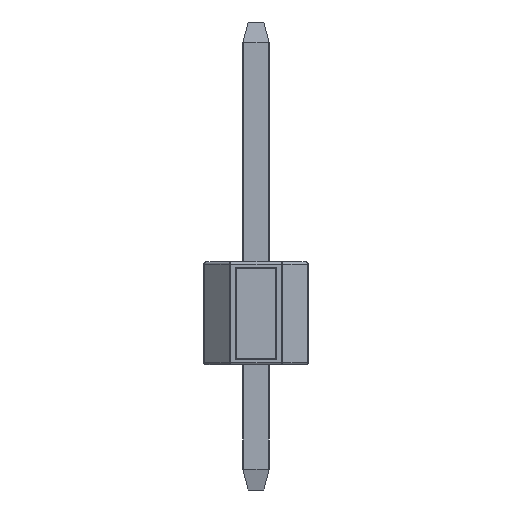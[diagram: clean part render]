
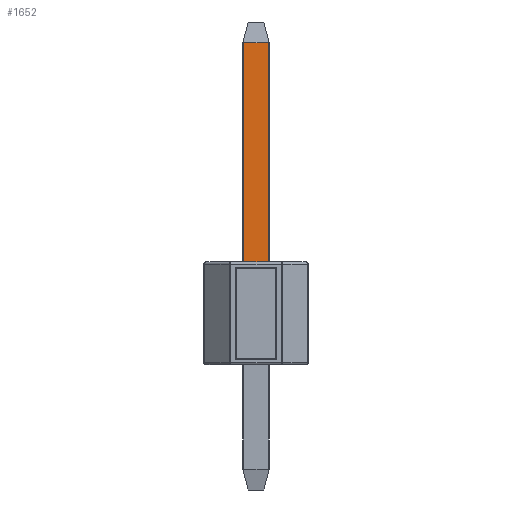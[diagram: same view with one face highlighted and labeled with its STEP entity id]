
A CAD part, left-side view. The second image highlights one B-rep face of the part: STEP entity #1652.
In plain terms, the highlighted planar face has unit normal (-1, 0, 0).
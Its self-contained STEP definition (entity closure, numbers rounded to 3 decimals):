
#303=FACE_OUTER_BOUND('',#397,.T.);
#397=EDGE_LOOP('',(#1342,#1343,#1344,#1345));
#506=LINE('',#2717,#646);
#529=LINE('',#2765,#669);
#530=LINE('',#2767,#670);
#531=LINE('',#2768,#671);
#646=VECTOR('',#2235,10.);
#669=VECTOR('',#2286,10.);
#670=VECTOR('',#2287,10.);
#671=VECTOR('',#2288,10.);
#710=VERTEX_POINT('',#2458);
#713=VERTEX_POINT('',#2465);
#792=VERTEX_POINT('',#2764);
#793=VERTEX_POINT('',#2766);
#962=EDGE_CURVE('',#713,#710,#506,.T.);
#985=EDGE_CURVE('',#792,#710,#529,.T.);
#986=EDGE_CURVE('',#793,#792,#530,.T.);
#987=EDGE_CURVE('',#713,#793,#531,.T.);
#1342=ORIENTED_EDGE('',*,*,#962,.T.);
#1343=ORIENTED_EDGE('',*,*,#985,.F.);
#1344=ORIENTED_EDGE('',*,*,#986,.F.);
#1345=ORIENTED_EDGE('',*,*,#987,.F.);
#1475=PLANE('',#1852);
#1652=ADVANCED_FACE('',(#303),#1475,.T.);
#1852=AXIS2_PLACEMENT_3D('',#2763,#2284,#2285);
#2235=DIRECTION('',(0.,-1.,0.));
#2284=DIRECTION('center_axis',(-1.,0.,0.));
#2285=DIRECTION('ref_axis',(0.,0.,1.));
#2286=DIRECTION('',(0.,0.,-1.));
#2287=DIRECTION('',(0.,-1.,0.));
#2288=DIRECTION('',(0.,0.,1.));
#2458=CARTESIAN_POINT('',(-0.32,-0.297,2.5));
#2465=CARTESIAN_POINT('',(-0.32,0.292,2.5));
#2717=CARTESIAN_POINT('',(-0.32,-0.003,2.5));
#2763=CARTESIAN_POINT('Origin',(-0.32,-0.003,2.645));
#2764=CARTESIAN_POINT('',(-0.32,-0.297,7.832));
#2765=CARTESIAN_POINT('',(-0.32,-0.297,5.493));
#2766=CARTESIAN_POINT('',(-0.32,0.292,7.832));
#2767=CARTESIAN_POINT('',(-0.32,0.158,7.832));
#2768=CARTESIAN_POINT('',(-0.32,0.292,-0.202));
